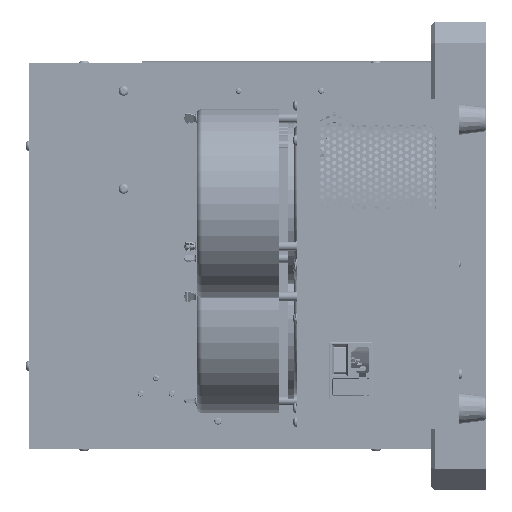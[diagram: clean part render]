
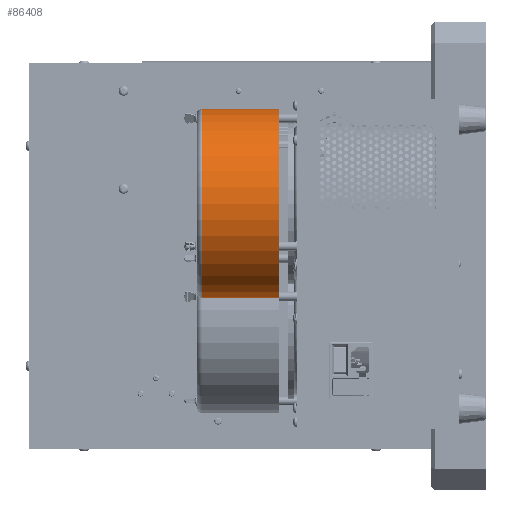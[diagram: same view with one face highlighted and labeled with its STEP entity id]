
A CAD part, left-side view. The second image highlights one B-rep face of the part: STEP entity #86408.
In plain terms, the highlighted cylindrical face has radius 87.249 mm (diameter 174.498 mm), a full revolution.
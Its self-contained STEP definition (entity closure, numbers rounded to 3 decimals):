
#1291 = CARTESIAN_POINT ( 'NONE',  ( -415.811, 190.881, 4.737 ) ) ;
#8807 = DIRECTION ( 'NONE',  ( 0.866, 0., -0.5 ) ) ;
#11927 = CARTESIAN_POINT ( 'NONE',  ( -491.371, 190.881, 48.361 ) ) ;
#17474 = DIRECTION ( 'NONE',  ( 0., 1., 0. ) ) ;
#18177 = EDGE_CURVE ( 'NONE', #46662, #46662, #81532, .T. ) ;
#25271 = FACE_OUTER_BOUND ( 'NONE', #86068, .T. ) ;
#30744 = DIRECTION ( 'NONE',  ( 0., 1., 0. ) ) ;
#46640 = FACE_OUTER_BOUND ( 'NONE', #109225, .T. ) ;
#46662 = VERTEX_POINT ( 'NONE', #86153 ) ;
#56393 = CYLINDRICAL_SURFACE ( 'NONE', #110593, 87.249 ) ;
#60194 = EDGE_CURVE ( 'NONE', #70029, #70029, #68559, .T. ) ;
#68559 = CIRCLE ( 'NONE', #111907, 87.249 ) ;
#70029 = VERTEX_POINT ( 'NONE', #1291 ) ;
#70295 = DIRECTION ( 'NONE',  ( 0.866, 0., -0.5 ) ) ;
#76235 = DIRECTION ( 'NONE',  ( 0., 1., 0. ) ) ;
#81532 = CIRCLE ( 'NONE', #110609, 87.249 ) ;
#86068 = EDGE_LOOP ( 'NONE', ( #111280 ) ) ;
#86153 = CARTESIAN_POINT ( 'NONE',  ( -415.811, 262.509, 4.737 ) ) ;
#86408 = ADVANCED_FACE ( 'NONE', ( #46640, #25271 ), #56393, .T. ) ;
#95311 = ORIENTED_EDGE ( 'NONE', *, *, #18177, .F. ) ;
#104333 = DIRECTION ( 'NONE',  ( 0.866, 0., -0.5 ) ) ;
#106235 = CARTESIAN_POINT ( 'NONE',  ( -491.371, 306.389, 48.361 ) ) ;
#109225 = EDGE_LOOP ( 'NONE', ( #95311 ) ) ;
#110593 = AXIS2_PLACEMENT_3D ( 'NONE', #106235, #17474, #104333 ) ;
#110609 = AXIS2_PLACEMENT_3D ( 'NONE', #117034, #76235, #8807 ) ;
#111280 = ORIENTED_EDGE ( 'NONE', *, *, #60194, .T. ) ;
#111907 = AXIS2_PLACEMENT_3D ( 'NONE', #11927, #30744, #70295 ) ;
#117034 = CARTESIAN_POINT ( 'NONE',  ( -491.371, 262.509, 48.361 ) ) ;
